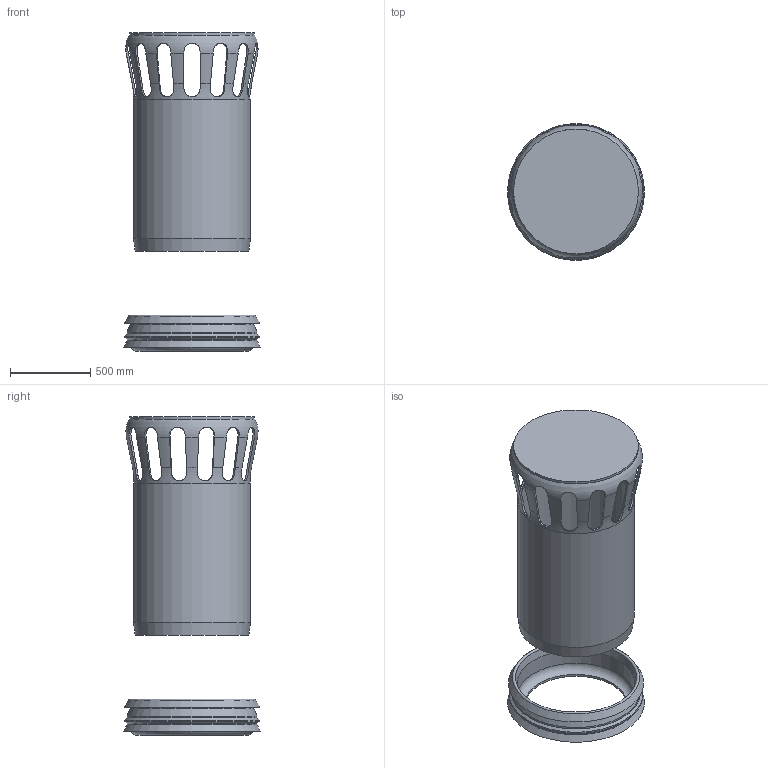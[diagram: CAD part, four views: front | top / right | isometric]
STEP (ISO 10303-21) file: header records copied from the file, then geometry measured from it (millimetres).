
FILE_DESCRIPTION(/* description */ (''),/* implementation_level */ '2;1');
FILE_NAME(/* name */ '12026.070X_3D.stp',/* time_stamp */ '2024-12-11T14:21:49+01:00',/* author */ ('CAD'),/* organization */ (''),/* preprocessor_version */ 'ST-DEVELOPER v20',/* originating_system */ 'AutoCAD Mechanical',/* authorisation */ '');
FILE_SCHEMA (('AUTOMOTIVE_DESIGN { 1 0 10303 214 3 1 1 }'));
Length unit declared in the file: centimetre
Products named in the file (2): Product; *S0
Assembly tree (1 placements, depth 2):
  Product
    *S0
Bounding box: 856 x 856 x 1990 mm (x, y, z)
Volume: 58749359.3 mm3; surface area: 8150628.8 mm2
Topology: 3 solids, 3 shells, 117 faces, 405 edges, 266 vertices
Faces by surface type: cone 39, cylinder 36, plane 33, torus 9
Full cylindrical faces by diameter (mm): 640 x1, 706 x1, 730 x1, 740 x1, 779.856 x1, 810 x2, 838 x1
Entity records: 6237 total; most frequent: CARTESIAN_POINT 3031, ORIENTED_EDGE 808, DIRECTION 526, EDGE_CURVE 404, VERTEX_POINT 264, AXIS2_PLACEMENT_3D 225, B_SPLINE_CURVE_WITH_KNOTS 168, EDGE_LOOP 120
